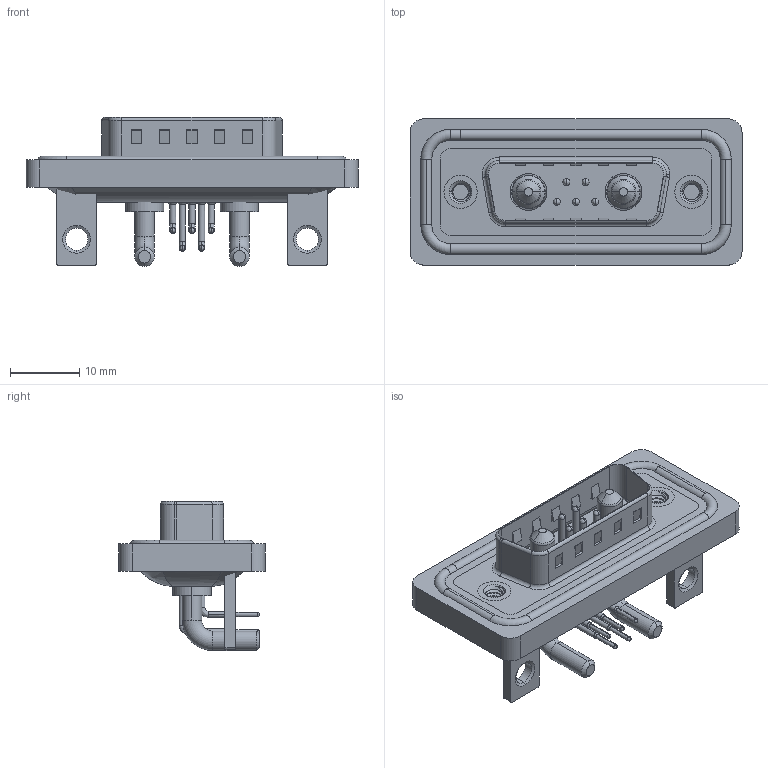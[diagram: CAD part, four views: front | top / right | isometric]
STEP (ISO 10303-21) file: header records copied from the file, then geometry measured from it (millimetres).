
FILE_DESCRIPTION (( 'STEP AP203' ), '1' );
FILE_NAME ('629W7W2-640-2N4.STEP', '2024-04-11T14:16:41', ( '' ), ( '' ), 'SwSTEP 2.0', 'SolidWorks 2023', '' );
FILE_SCHEMA (( 'CONFIG_CONTROL_DESIGN' ));
Length unit declared in the file: millimetre
Products named in the file (10): 629Combo Shell Front_15 Contacts; 629Combo Threaded Rivet_3; 629Combo Contact Row 1; 629W7W2-640-2N4; 629Combo Shell Rear_15 Contacts; 629Combo Waterproof Housing_15 Contacts; 629Combo Contact Row 2; 629Combo Stabilizer Bracket; 629Combo Housing_7W2; Power Pin_20A RA
Assembly tree (15 placements, depth 2):
  629W7W2-640-2N4
    629Combo Housing_7W2
    629Combo Shell Rear_15 Contacts
    629Combo Shell Front_15 Contacts
    629Combo Waterproof Housing_15 Contacts
    629Combo Threaded Rivet_3  x2
    629Combo Stabilizer Bracket  x2
    Power Pin_20A RA  x2
    629Combo Contact Row 1  x2
    629Combo Contact Row 2  x3
Bounding box: 47.9 x 21.1 x 21.5 mm (x, y, z)
Volume: 5958 mm3; surface area: 9727.5 mm2
Topology: 18 solids, 18 shells, 1123 faces, 2973 edges, 1905 vertices
Faces by surface type: plane 537, cylinder 424, torus 72, cone 48, bspline 42
Entity records: 25253 total; most frequent: CARTESIAN_POINT 5840, DIRECTION 3942, ORIENTED_EDGE 3734, EDGE_CURVE 1867, AXIS2_PLACEMENT_3D 1416, VERTEX_POINT 1198, VECTOR 1110, LINE 1110
